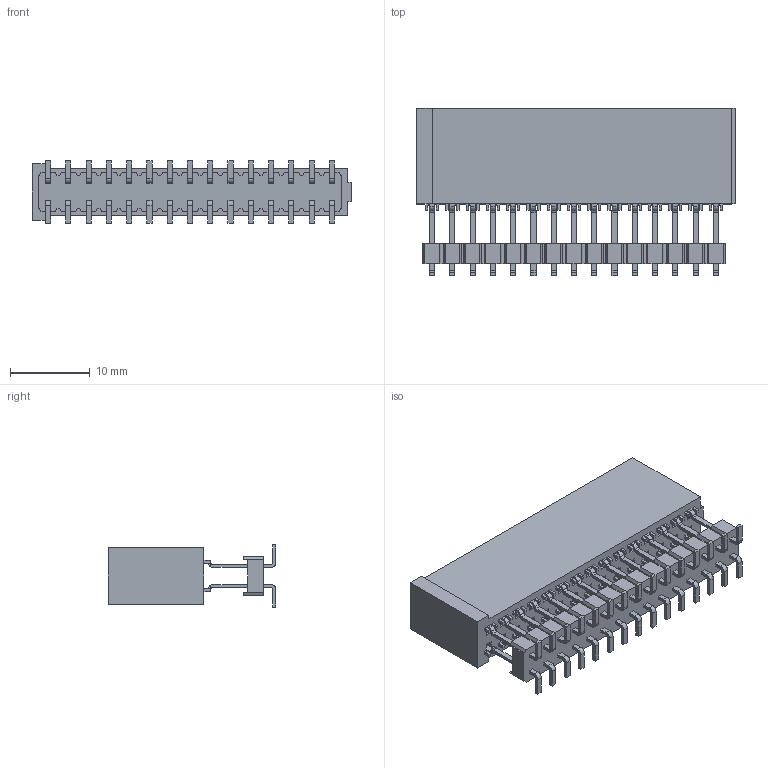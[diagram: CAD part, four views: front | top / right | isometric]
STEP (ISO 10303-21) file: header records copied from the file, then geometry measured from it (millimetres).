
FILE_DESCRIPTION (( 'STEP AP214' ), '1' );
FILE_NAME ('FBB25401-F30S1005K6K-REF .STEP', '2025-03-13T03:48:20', ( '' ), ( '' ), 'SwSTEP 2.0', 'SolidWorks 2021', '' );
FILE_SCHEMA (( 'AUTOMOTIVE_DESIGN' ));
Length unit declared in the file: millimetre
Products named in the file (1): FBB25401-F30S1005K6K-REF 
Bounding box: 39.98 x 21 x 7.8 mm (x, y, z)
Volume: 2438.2 mm3; surface area: 4948.9 mm2
Topology: 1 solids, 1 shells, 2039 faces, 6012 edges, 3948 vertices
Faces by surface type: plane 1619, cylinder 420
Entity records: 67536 total; most frequent: ORIENTED_EDGE 12024, CARTESIAN_POINT 12000, DIRECTION 11112, EDGE_CURVE 6012, VECTOR 4992, LINE 4992, VERTEX_POINT 3948, AXIS2_PLACEMENT_3D 3060
